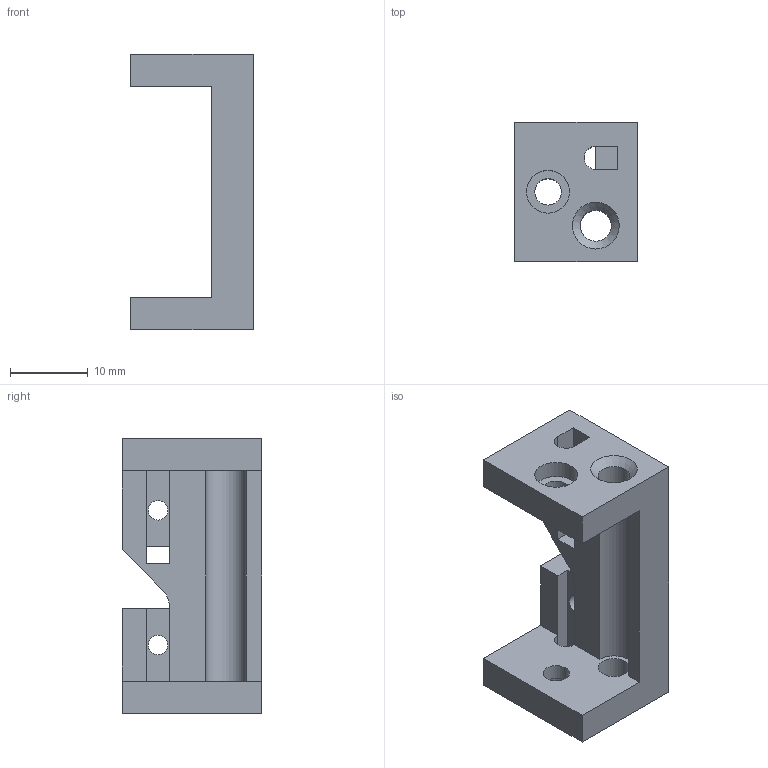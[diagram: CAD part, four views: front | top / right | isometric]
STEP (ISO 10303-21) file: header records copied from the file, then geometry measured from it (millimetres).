
FILE_DESCRIPTION(/* description */ (''),/* implementation_level */ '2;1');
FILE_NAME(/* name */ 'double-rope-mount-top.step',/* time_stamp */ '2025-11-28T14:48:20-08:00',/* author */ (''),/* organization */ (''),/* preprocessor_version */ 'ST-DEVELOPER v20.1',/* originating_system */ 'Autodesk Translation Framework v14.21.0.0',/* authorisation */ '');
FILE_SCHEMA (('AUTOMOTIVE_DESIGN { 1 0 10303 214 3 1 1 }'));
Length unit declared in the file: millimetre
Products named in the file (1): double-rope-mount-top
Bounding box: 15.7 x 17.9 x 35.4 mm (x, y, z)
Volume: 3945.9 mm3; surface area: 3188.4 mm2
Topology: 1 solids, 1 shells, 39 faces, 108 edges, 70 vertices
Faces by surface type: plane 25, cylinder 12, cone 2
Full cylindrical faces by diameter (mm): 2.5 x2, 3.4 x2, 4 x2, 5.5 x2
Entity records: 1316 total; most frequent: CARTESIAN_POINT 218, ORIENTED_EDGE 216, DIRECTION 214, EDGE_CURVE 108, LINE 82, VECTOR 82, VERTEX_POINT 70, AXIS2_PLACEMENT_3D 66
